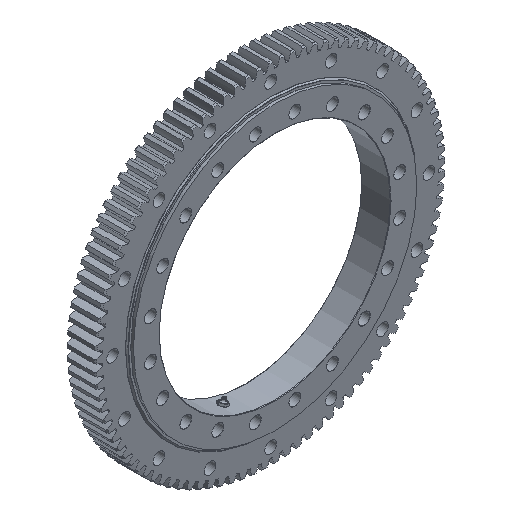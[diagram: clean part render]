
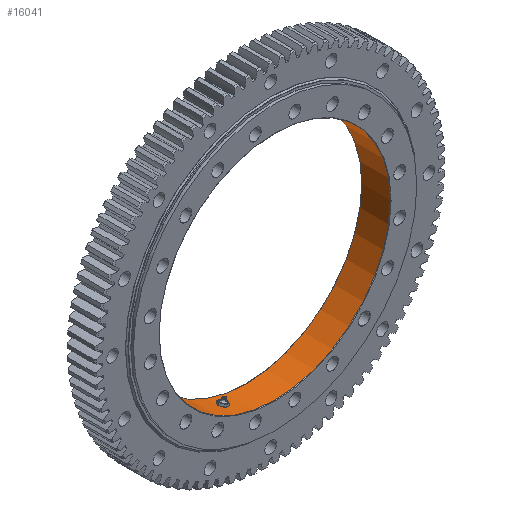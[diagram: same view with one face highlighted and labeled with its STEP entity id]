
A CAD part, isometric view. The second image highlights one B-rep face of the part: STEP entity #16041.
In plain terms, the highlighted cylindrical face has radius 206.375 mm (diameter 412.75 mm), a full revolution.
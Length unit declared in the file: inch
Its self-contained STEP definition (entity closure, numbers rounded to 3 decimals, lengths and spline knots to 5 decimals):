
#672=FACE_BOUND('',#2303,.T.);
#1384=FACE_OUTER_BOUND('',#2302,.T.);
#2302=EDGE_LOOP('',(#13588,#13589,#13590,#13591,#13592,#13593));
#2303=EDGE_LOOP('',(#13594,#13595));
#3030=LINE('',#29187,#3529);
#3529=VECTOR('',#22392,8.125);
#4643=CIRCLE('',#18065,8.125);
#4644=CIRCLE('',#18066,8.125);
#4645=CIRCLE('',#18068,8.125);
#4646=CIRCLE('',#18069,8.125);
#5304=B_SPLINE_CURVE_WITH_KNOTS('',3,(#29190,#29191,#29192,#29193,#29194,
#29195,#29196,#29197,#29198,#29199),.UNSPECIFIED.,.F.,.F.,(4,2,2,2,4),(0.,
0.53862,1.07723,1.61585,2.15446),
 .UNSPECIFIED.);
#5305=B_SPLINE_CURVE_WITH_KNOTS('',3,(#29200,#29201,#29202,#29203,#29204,
#29205,#29206,#29207,#29208,#29209,#29210,#29211,#29212,#29213,#29214,#29215,
#29216,#29217,#29218,#29219,#29220,#29221,#29222,#29223,#29224,#29225),
 .UNSPECIFIED.,.F.,.F.,(4,2,2,2,2,2,2,2,2,2,2,2,4),(2.15446,2.69308,
3.23169,3.77031,4.30892,4.84754,5.38615,
5.92477,6.46338,7.002,7.54061,8.07923,
8.61785),.UNSPECIFIED.);
#6861=VERTEX_POINT('',#29177);
#6862=VERTEX_POINT('',#29179);
#6863=VERTEX_POINT('',#29183);
#6864=VERTEX_POINT('',#29184);
#6865=VERTEX_POINT('',#29188);
#6866=VERTEX_POINT('',#29189);
#9176=EDGE_CURVE('',#6861,#6862,#4643,.T.);
#9177=EDGE_CURVE('',#6862,#6861,#4644,.T.);
#9178=EDGE_CURVE('',#6863,#6864,#4645,.T.);
#9179=EDGE_CURVE('',#6864,#6863,#4646,.T.);
#9180=EDGE_CURVE('',#6864,#6862,#3030,.T.);
#9181=EDGE_CURVE('',#6865,#6866,#5304,.T.);
#9182=EDGE_CURVE('',#6866,#6865,#5305,.T.);
#13588=ORIENTED_EDGE('',*,*,#9178,.F.);
#13589=ORIENTED_EDGE('',*,*,#9179,.F.);
#13590=ORIENTED_EDGE('',*,*,#9180,.T.);
#13591=ORIENTED_EDGE('',*,*,#9176,.F.);
#13592=ORIENTED_EDGE('',*,*,#9177,.F.);
#13593=ORIENTED_EDGE('',*,*,#9180,.F.);
#13594=ORIENTED_EDGE('',*,*,#9181,.T.);
#13595=ORIENTED_EDGE('',*,*,#9182,.T.);
#15374=CYLINDRICAL_SURFACE('',#18067,8.125);
#16041=ADVANCED_FACE('',(#1384,#672),#15374,.F.);
#18065=AXIS2_PLACEMENT_3D('',#29180,#22382,#22383);
#18066=AXIS2_PLACEMENT_3D('',#29181,#22384,#22385);
#18067=AXIS2_PLACEMENT_3D('',#29182,#22386,#22387);
#18068=AXIS2_PLACEMENT_3D('',#29185,#22388,#22389);
#18069=AXIS2_PLACEMENT_3D('',#29186,#22390,#22391);
#22382=DIRECTION('center_axis',(0.,1.,0.));
#22383=DIRECTION('ref_axis',(1.,0.,0.));
#22384=DIRECTION('center_axis',(0.,1.,0.));
#22385=DIRECTION('ref_axis',(1.,0.,0.));
#22386=DIRECTION('center_axis',(0.,1.,0.));
#22387=DIRECTION('ref_axis',(-1.,0.,0.));
#22388=DIRECTION('center_axis',(0.,-1.,0.));
#22389=DIRECTION('ref_axis',(1.,0.,0.));
#22390=DIRECTION('center_axis',(0.,-1.,0.));
#22391=DIRECTION('ref_axis',(1.,0.,0.));
#22392=DIRECTION('',(0.,-1.,0.));
#29177=CARTESIAN_POINT('',(-8.125,-1.1575,0.));
#29179=CARTESIAN_POINT('',(8.125,-1.1575,0.));
#29180=CARTESIAN_POINT('Origin',(0.,-1.1575,0.));
#29181=CARTESIAN_POINT('Origin',(0.,-1.1575,0.));
#29182=CARTESIAN_POINT('Origin',(0.,-0.156,0.));
#29183=CARTESIAN_POINT('',(-8.125,0.8455,0.));
#29184=CARTESIAN_POINT('',(8.125,0.8455,0.));
#29185=CARTESIAN_POINT('Origin',(0.,0.8455,0.));
#29186=CARTESIAN_POINT('Origin',(0.,0.8455,0.));
#29187=CARTESIAN_POINT('',(8.125,-0.156,0.));
#29188=CARTESIAN_POINT('',(-8.10549,0.,0.56275));
#29189=CARTESIAN_POINT('',(-8.125,0.56275,0.));
#29190=CARTESIAN_POINT('Ctrl Pts',(-8.10549,0.,
0.56275));
#29191=CARTESIAN_POINT('Ctrl Pts',(-8.10549,0.07068,
0.56275));
#29192=CARTESIAN_POINT('Ctrl Pts',(-8.10651,0.14606,0.54862));
#29193=CARTESIAN_POINT('Ctrl Pts',(-8.11019,0.28471,
0.49118));
#29194=CARTESIAN_POINT('Ctrl Pts',(-8.1128,0.34797,
0.44788));
#29195=CARTESIAN_POINT('Ctrl Pts',(-8.1177,0.44788,
0.34797));
#29196=CARTESIAN_POINT('Ctrl Pts',(-8.12031,0.49118,
0.28471));
#29197=CARTESIAN_POINT('Ctrl Pts',(-8.12398,0.54862,
0.14606));
#29198=CARTESIAN_POINT('Ctrl Pts',(-8.125,0.56275,0.07068));
#29199=CARTESIAN_POINT('Ctrl Pts',(-8.125,0.56275,0.));
#29200=CARTESIAN_POINT('Ctrl Pts',(-8.125,0.56275,0.));
#29201=CARTESIAN_POINT('Ctrl Pts',(-8.125,0.56275,-0.07068));
#29202=CARTESIAN_POINT('Ctrl Pts',(-8.12398,0.54862,
-0.14606));
#29203=CARTESIAN_POINT('Ctrl Pts',(-8.12031,0.49118,
-0.28471));
#29204=CARTESIAN_POINT('Ctrl Pts',(-8.1177,0.44788,
-0.34797));
#29205=CARTESIAN_POINT('Ctrl Pts',(-8.1128,0.34797,
-0.44788));
#29206=CARTESIAN_POINT('Ctrl Pts',(-8.11019,0.28471,
-0.49118));
#29207=CARTESIAN_POINT('Ctrl Pts',(-8.10651,0.14606,-0.54862));
#29208=CARTESIAN_POINT('Ctrl Pts',(-8.10549,0.07068,
-0.56275));
#29209=CARTESIAN_POINT('Ctrl Pts',(-8.10549,-0.07068,
-0.56275));
#29210=CARTESIAN_POINT('Ctrl Pts',(-8.10651,-0.14606,
-0.54862));
#29211=CARTESIAN_POINT('Ctrl Pts',(-8.11019,-0.28471,
-0.49118));
#29212=CARTESIAN_POINT('Ctrl Pts',(-8.1128,-0.34797,
-0.44788));
#29213=CARTESIAN_POINT('Ctrl Pts',(-8.1177,-0.44788,
-0.34797));
#29214=CARTESIAN_POINT('Ctrl Pts',(-8.12031,-0.49118,
-0.28471));
#29215=CARTESIAN_POINT('Ctrl Pts',(-8.12398,-0.54862,
-0.14606));
#29216=CARTESIAN_POINT('Ctrl Pts',(-8.125,-0.56275,-0.07068));
#29217=CARTESIAN_POINT('Ctrl Pts',(-8.125,-0.56275,0.07068));
#29218=CARTESIAN_POINT('Ctrl Pts',(-8.12398,-0.54862,
0.14606));
#29219=CARTESIAN_POINT('Ctrl Pts',(-8.12031,-0.49118,
0.28471));
#29220=CARTESIAN_POINT('Ctrl Pts',(-8.1177,-0.44788,
0.34797));
#29221=CARTESIAN_POINT('Ctrl Pts',(-8.1128,-0.34797,
0.44788));
#29222=CARTESIAN_POINT('Ctrl Pts',(-8.11019,-0.28471,
0.49118));
#29223=CARTESIAN_POINT('Ctrl Pts',(-8.10651,-0.14606,
0.54862));
#29224=CARTESIAN_POINT('Ctrl Pts',(-8.10549,-0.07068,
0.56275));
#29225=CARTESIAN_POINT('Ctrl Pts',(-8.10549,0.,
0.56275));
